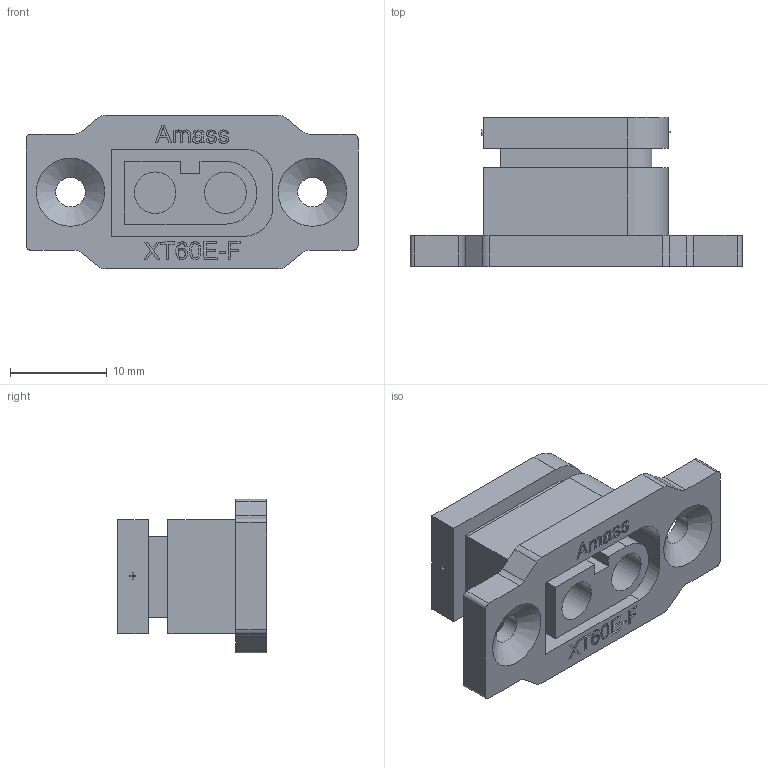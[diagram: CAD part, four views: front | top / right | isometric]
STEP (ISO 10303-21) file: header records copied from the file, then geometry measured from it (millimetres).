
FILE_DESCRIPTION(('FreeCAD Model'),'2;1');
FILE_NAME('Open CASCADE Shape Model','2024-12-20T14:19:33',(''),(''), 'Open CASCADE STEP processor 7.6','FreeCAD','Unknown');
FILE_SCHEMA(('AUTOMOTIVE_DESIGN { 1 0 10303 214 1 1 1 1 }'));
Length unit declared in the file: millimetre
Products named in the file (1): XT 60 Stik001
Bounding box: 34.3 x 15.4 x 15.9 mm (x, y, z)
Volume: 2987.3 mm3; surface area: 3314.2 mm2
Topology: 1 solids, 1 shells, 363 faces, 994 edges, 662 vertices
Faces by surface type: plane 168, bspline 165, cylinder 28, cone 2
Full cylindrical faces by diameter (mm): 3.05 x2, 4.3 x4
Entity records: 12990 total; most frequent: CARTESIAN_POINT 4825, ORIENTED_EDGE 1988, DIRECTION 1120, EDGE_CURVE 994, VERTEX_POINT 662, LINE 606, VECTOR 606, FACE_BOUND 396
